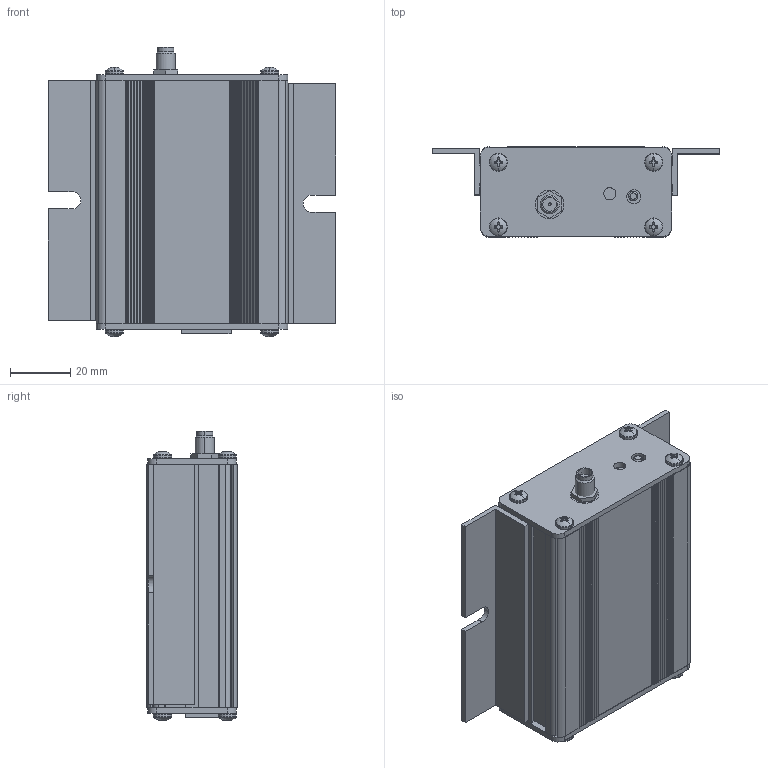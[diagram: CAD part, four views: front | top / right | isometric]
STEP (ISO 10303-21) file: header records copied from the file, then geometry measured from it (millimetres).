
FILE_DESCRIPTION (( 'STEP AP203' ), '1' );
FILE_NAME ('E10_assem-093015.STEP', '2016-10-26T14:58:49', ( '' ), ( '' ), 'SwSTEP 2.0', 'SolidWorks 2016', '' );
FILE_SCHEMA (( 'CONFIG_CONTROL_DESIGN' ));
Length unit declared in the file: inch
Products named in the file (8): e10 bracjkets; E10Gateway_houseing_B1-080BK; RF100SMA; E10_endplate_B!-080bk_SMA.; E10_assem-093015; 200361-01; E10_endplate_B!-080bk_N_SMA; 90116A151_90116A151
Assembly tree (15 placements, depth 2):
  E10_assem-093015
    E10Gateway_houseing_B1-080BK
    E10_endplate_B!-080bk_N_SMA
    200361-01
    E10_endplate_B!-080bk_SMA.
    RF100SMA
    e10 bracjkets  x2
    90116A151_90116A151  x8
Bounding box: 95.49 x 30 x 96.07 mm (x, y, z)
Volume: 70608.5 mm3; surface area: 73748.3 mm2
Topology: 14 solids, 19 shells, 1579 faces, 4392 edges, 2911 vertices
Faces by surface type: cylinder 715, plane 714, cone 76, torus 34, bspline 24, sphere 16
Entity records: 29309 total; most frequent: CARTESIAN_POINT 6294, ORIENTED_EDGE 4646, DIRECTION 4446, EDGE_CURVE 2342, VECTOR 1718, LINE 1718, VERTEX_POINT 1556, AXIS2_PLACEMENT_3D 1364
